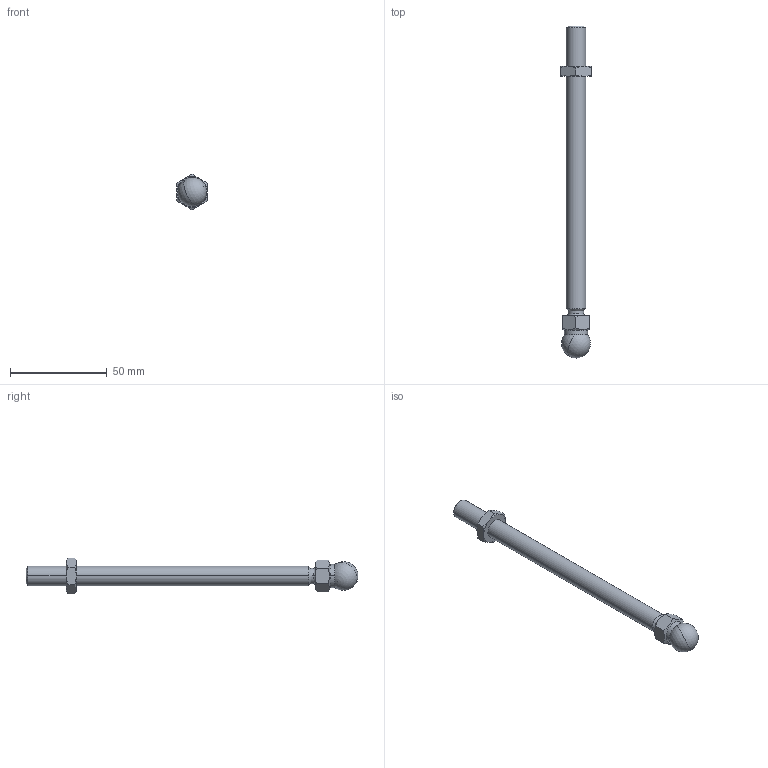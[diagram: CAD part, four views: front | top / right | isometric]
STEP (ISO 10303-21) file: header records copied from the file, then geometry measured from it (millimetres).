
FILE_DESCRIPTION (( 'STEP AP203' ), '1' );
FILE_NAME ('203600307_c_1.STEP', '2022-06-30T09:30:01', ( '' ), ( '' ), 'SwSTEP 2.0', 'SolidWorks 2014', '' );
FILE_SCHEMA (( 'CONFIG_CONTROL_DESIGN' ));
Length unit declared in the file: millimetre
Products named in the file (1): 203600307_c_1
Bounding box: 16 x 171.99 x 18.48 mm (x, y, z)
Volume: 15578.1 mm3; surface area: 6701.2 mm2
Topology: 2 solids, 2 shells, 81 faces, 204 edges, 126 vertices
Faces by surface type: cone 44, cylinder 16, plane 16, sphere 3, torus 2
Entity records: 2663 total; most frequent: CARTESIAN_POINT 716, DIRECTION 402, ORIENTED_EDGE 392, EDGE_CURVE 196, AXIS2_PLACEMENT_3D 171, VERTEX_POINT 121, CIRCLE 90, EDGE_LOOP 83
